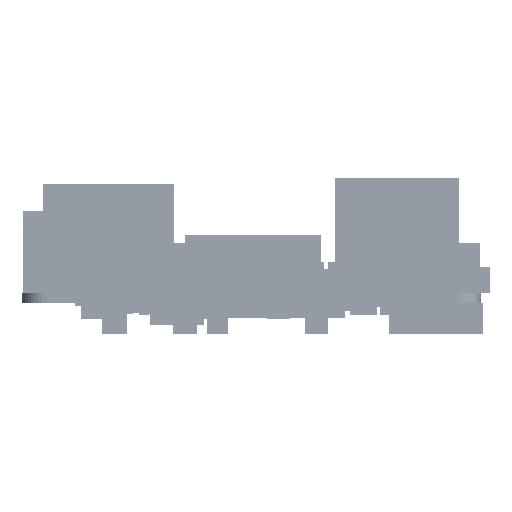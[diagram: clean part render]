
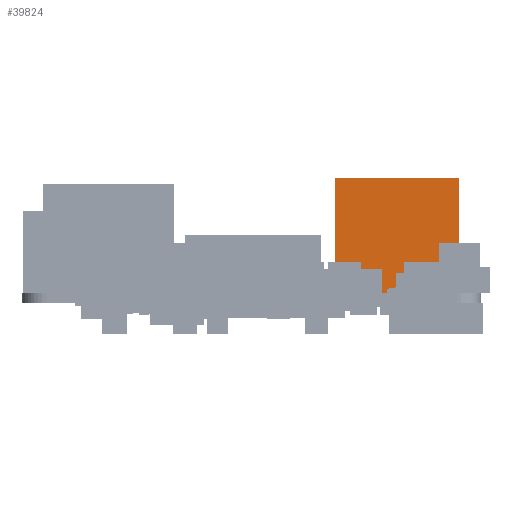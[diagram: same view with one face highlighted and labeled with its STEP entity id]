
A CAD part, left-side view. The second image highlights one B-rep face of the part: STEP entity #39824.
In plain terms, the highlighted face is planar.
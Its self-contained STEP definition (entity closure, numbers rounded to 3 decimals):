
#28374=FACE_OUTER_BOUND($,#35588,.T.);
#35588=EDGE_LOOP($,(#79907,#79908,#79909,#79910));
#36006=PLANE($,#57880);
#39824=ADVANCED_FACE($,(#28374),#36006,.T.);
#57880=AXIS2_PLACEMENT_3D($,#146615,#124182,$);
#79907=ORIENTED_EDGE($,*,*,#93282,.T.);
#79908=ORIENTED_EDGE($,*,*,#93291,.T.);
#79909=ORIENTED_EDGE($,*,*,#93286,.F.);
#79910=ORIENTED_EDGE($,*,*,#93290,.F.);
#93282=EDGE_CURVE($,#116443,#116444,#105384,.T.);
#93286=EDGE_CURVE($,#116448,#116449,#105388,.T.);
#93290=EDGE_CURVE($,#116443,#116448,#105392,.T.);
#93291=EDGE_CURVE($,#116444,#116449,#105393,.T.);
#99335=VECTOR($,#124169,15.2);
#99339=VECTOR($,#124173,15.2);
#99343=VECTOR($,#124177,14.021);
#99344=VECTOR($,#124178,14.021);
#105384=LINE($,#146615,#99335);
#105388=LINE($,#146620,#99339);
#105392=LINE($,#146615,#99343);
#105393=LINE($,#146616,#99344);
#116443=VERTEX_POINT($,#146615);
#116444=VERTEX_POINT($,#146616);
#116448=VERTEX_POINT($,#146620);
#116449=VERTEX_POINT($,#146621);
#124169=DIRECTION($,(1.,0.,0.));
#124173=DIRECTION($,(1.,0.,0.));
#124177=DIRECTION($,(0.,0.,-1.));
#124178=DIRECTION($,(0.,0.,-1.));
#124182=DIRECTION($,(0.,1.,0.));
#146615=CARTESIAN_POINT('',(-7.6,0.,14.021));
#146616=CARTESIAN_POINT('',(7.6,0.,14.021));
#146620=CARTESIAN_POINT('',(-7.6,0.,0.));
#146621=CARTESIAN_POINT('',(7.6,0.,0.));
